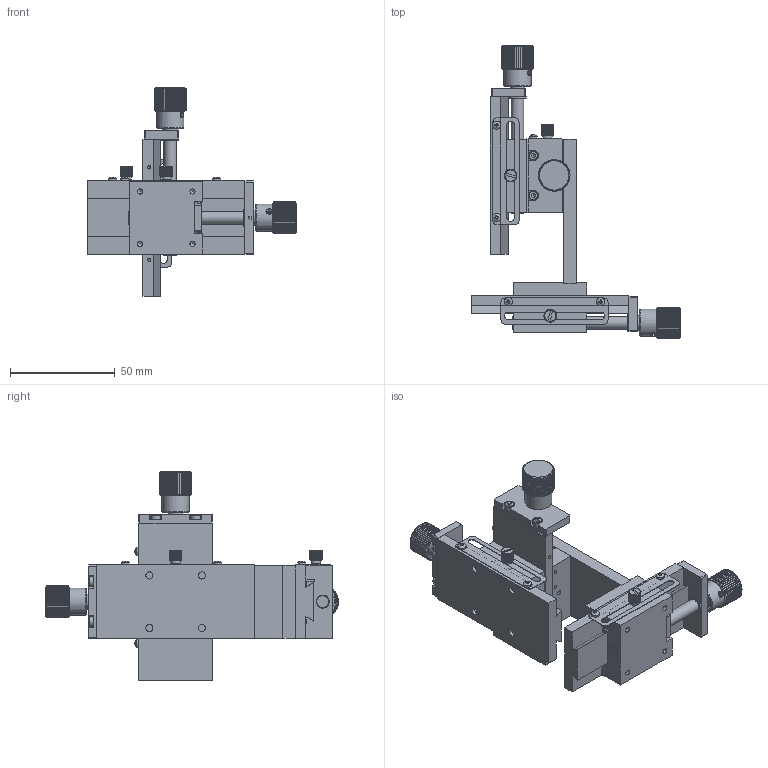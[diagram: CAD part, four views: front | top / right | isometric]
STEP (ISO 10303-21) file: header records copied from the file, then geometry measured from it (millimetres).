
FILE_DESCRIPTION (( 'STEP AP203' ), '1' );
FILE_NAME ('528837.STEP', '2024-10-16T04:01:31', ( 'Windows User' ), ( 'P R C' ), 'SwSTEP 2.0', 'SolidWorks 2020', '' );
FILE_SCHEMA (( 'CONFIG_CONTROL_DESIGN' ));
Products named in the file (1): 528837
Bounding box: 99.5 x 139.6 x 99.5 mm (x, y, z)
Volume: 126921.9 mm3; surface area: 75423.2 mm2
Topology: 60 solids, 60 shells, 2673 faces, 6711 edges, 4231 vertices
Faces by surface type: plane 1278, cone 712, cylinder 655, bspline 28
Full cylindrical faces by diameter (mm): 1.5 x6, 1.6 x30, 1.9 x3, 2 x15, 2.05 x18, 2.2 x6, 2.4 x6, 2.5 x27, 3 x19, 3.4 x18, 3.5 x3, 3.8 x6, 4 x35, 4.1 x3, 4.5 x9, 5 x3, 5.5 x4, 6 x19, 6.3 x3, 6.5 x3, 7 x15, 7.3 x3, 8.2 x3, 8.5 x3, 11 x3, 13 x3
Entity records: 84943 total; most frequent: CARTESIAN_POINT 25645, ORIENTED_EDGE 12298, DIRECTION 11660, EDGE_CURVE 6149, AXIS2_PLACEMENT_3D 4630, VERTEX_POINT 4071, EDGE_LOOP 3272, FACE_OUTER_BOUND 2912
